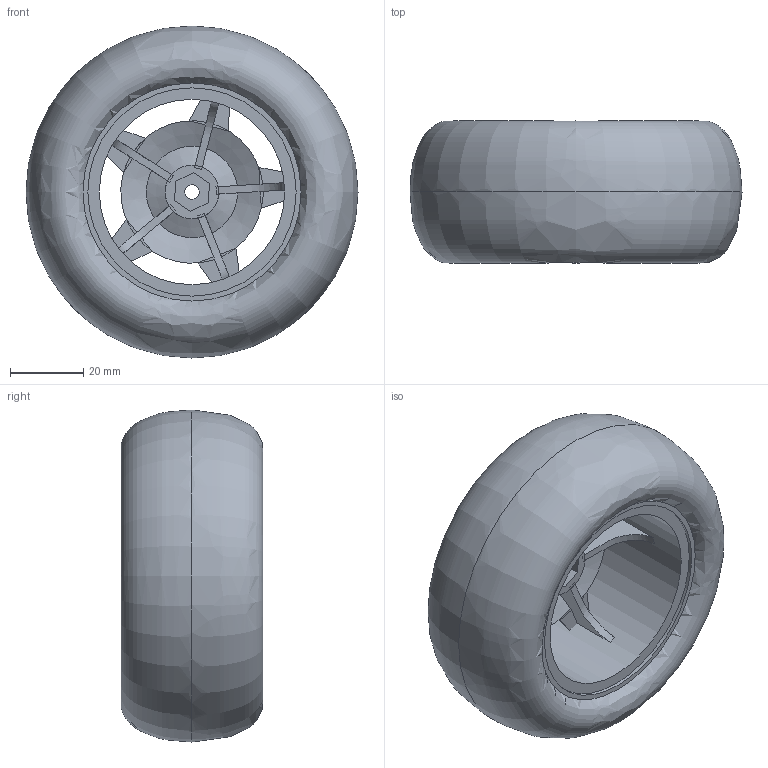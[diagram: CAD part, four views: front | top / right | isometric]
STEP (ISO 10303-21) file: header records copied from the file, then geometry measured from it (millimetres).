
FILE_DESCRIPTION(/* description */ (''),/* implementation_level */ '2;1');
FILE_NAME(/* name */ 'smooth-wheel-realistic-left.stp',/* time_stamp */ '2025-09-06T14:36:33+03:00',/* author */ ('HP'),/* organization */ (''),/* preprocessor_version */ 'ST-DEVELOPER v20',/* originating_system */ 'Autodesk Inventor 2025',/* authorisation */ '');
FILE_SCHEMA (('AUTOMOTIVE_DESIGN { 1 0 10303 214 3 1 1 }'));
Length unit declared in the file: millimetre
Products named in the file (1): smooth-wheel-realistic-left
Bounding box: 90.9 x 38.86 x 90.9 mm (x, y, z)
Volume: 164373.4 mm3; surface area: 64473.3 mm2
Topology: 25 solids, 25 shells, 175 faces, 367 edges, 242 vertices
Faces by surface type: plane 151, cylinder 12, bspline 7, cone 5
Full cylindrical faces by diameter (mm): 4 x1, 10 x1, 14.7 x2, 39 x1, 50.75 x1, 57 x3, 57.8 x1, 59.7 x1, 60.5 x1
Entity records: 6760 total; most frequent: CARTESIAN_POINT 2767, ORIENTED_EDGE 734, DIRECTION 723, EDGE_CURVE 367, LINE 323, VECTOR 323, VERTEX_POINT 242, STYLED_ITEM 200
